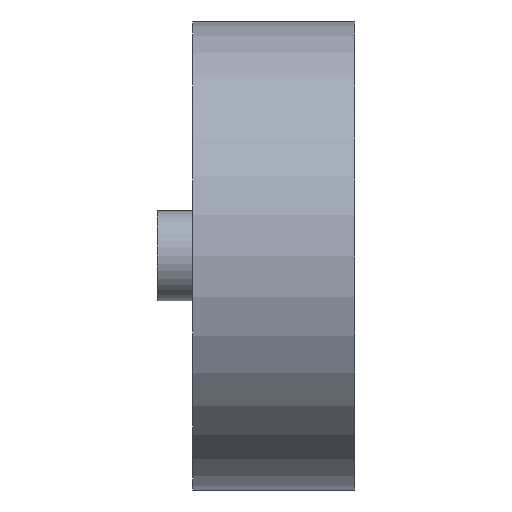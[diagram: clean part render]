
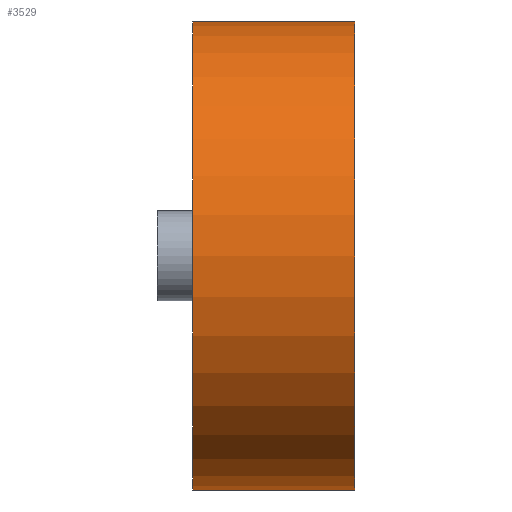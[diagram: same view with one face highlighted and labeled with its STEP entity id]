
A CAD part, left-side view. The second image highlights one B-rep face of the part: STEP entity #3529.
In plain terms, the highlighted cylindrical face has radius 26 mm (diameter 52 mm), a full revolution.
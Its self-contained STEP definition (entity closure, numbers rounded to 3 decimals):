
#273=B_SPLINE_CURVE_WITH_KNOTS('',3,(#9118,#9119,#9120,#9121,#9122,#9123,
#9124,#9125,#9126,#9127,#9128,#9129,#9130,#9131,#9132,#9133,#9134,#9135),
 .UNSPECIFIED.,.F.,.F.,(4,2,2,2,2,2,2,2,4),(1.252,1.566,
1.879,2.192,2.505,2.818,3.131,
3.444,3.757),.UNSPECIFIED.);
#274=B_SPLINE_CURVE_WITH_KNOTS('',3,(#9137,#9138,#9139,#9140,#9141,#9142,
#9143,#9144,#9145,#9146),.UNSPECIFIED.,.F.,.F.,(4,2,2,2,4),(5.01,
5.323,5.636,5.949,6.262),
 .UNSPECIFIED.);
#275=B_SPLINE_CURVE_WITH_KNOTS('',3,(#9150,#9151,#9152,#9153,#9154,#9155,
#9156,#9157,#9158,#9159),.UNSPECIFIED.,.F.,.F.,(4,2,2,2,4),(3.757,
4.07,4.384,4.697,5.01),
 .UNSPECIFIED.);
#318=FACE_BOUND('',#781,.T.);
#561=FACE_OUTER_BOUND('',#780,.T.);
#780=EDGE_LOOP('',(#3120,#3121,#3122,#3123));
#781=EDGE_LOOP('',(#3124,#3125,#3126));
#993=LINE('',#14016,#1198);
#1198=VECTOR('',#4498,26.);
#1242=CIRCLE('',#3793,26.);
#1243=CIRCLE('',#3794,26.);
#1554=VERTEX_POINT('',#9116);
#1555=VERTEX_POINT('',#9117);
#1556=VERTEX_POINT('',#9136);
#1570=VERTEX_POINT('',#14013);
#1571=VERTEX_POINT('',#14015);
#2044=EDGE_CURVE('',#1554,#1555,#273,.T.);
#2045=EDGE_CURVE('',#1556,#1554,#274,.T.);
#2048=EDGE_CURVE('',#1555,#1556,#275,.T.);
#2094=EDGE_CURVE('',#1570,#1570,#1242,.T.);
#2095=EDGE_CURVE('',#1570,#1571,#993,.T.);
#2096=EDGE_CURVE('',#1571,#1571,#1243,.T.);
#3120=ORIENTED_EDGE('',*,*,#2094,.F.);
#3121=ORIENTED_EDGE('',*,*,#2095,.T.);
#3122=ORIENTED_EDGE('',*,*,#2096,.T.);
#3123=ORIENTED_EDGE('',*,*,#2095,.F.);
#3124=ORIENTED_EDGE('',*,*,#2044,.T.);
#3125=ORIENTED_EDGE('',*,*,#2048,.T.);
#3126=ORIENTED_EDGE('',*,*,#2045,.T.);
#3318=CYLINDRICAL_SURFACE('',#3792,26.);
#3529=ADVANCED_FACE('',(#561,#318),#3318,.T.);
#3792=AXIS2_PLACEMENT_3D('',#14012,#4494,#4495);
#3793=AXIS2_PLACEMENT_3D('',#14014,#4496,#4497);
#3794=AXIS2_PLACEMENT_3D('',#14017,#4499,#4500);
#4494=DIRECTION('center_axis',(0.,1.,0.));
#4495=DIRECTION('ref_axis',(1.,0.,0.));
#4496=DIRECTION('center_axis',(0.,1.,0.));
#4497=DIRECTION('ref_axis',(1.,0.,0.));
#4498=DIRECTION('',(0.,-1.,0.));
#4499=DIRECTION('center_axis',(0.,1.,0.));
#4500=DIRECTION('ref_axis',(1.,0.,0.));
#9116=CARTESIAN_POINT('',(26.,17.25,0.));
#9117=CARTESIAN_POINT('',(26.,0.75,0.));
#9118=CARTESIAN_POINT('Ctrl Pts',(26.,17.25,0.));
#9119=CARTESIAN_POINT('Ctrl Pts',(26.,17.25,-1.044));
#9120=CARTESIAN_POINT('Ctrl Pts',(25.931,17.04,-2.152));
#9121=CARTESIAN_POINT('Ctrl Pts',(25.682,16.196,-4.182));
#9122=CARTESIAN_POINT('Ctrl Pts',(25.505,15.562,-5.105));
#9123=CARTESIAN_POINT('Ctrl Pts',(25.169,14.105,-6.562));
#9124=CARTESIAN_POINT('Ctrl Pts',(24.988,13.182,-7.196));
#9125=CARTESIAN_POINT('Ctrl Pts',(24.73,11.152,-8.04));
#9126=CARTESIAN_POINT('Ctrl Pts',(24.656,10.044,-8.25));
#9127=CARTESIAN_POINT('Ctrl Pts',(24.656,7.956,-8.25));
#9128=CARTESIAN_POINT('Ctrl Pts',(24.73,6.848,-8.04));
#9129=CARTESIAN_POINT('Ctrl Pts',(24.988,4.818,-7.196));
#9130=CARTESIAN_POINT('Ctrl Pts',(25.169,3.895,-6.562));
#9131=CARTESIAN_POINT('Ctrl Pts',(25.505,2.438,-5.105));
#9132=CARTESIAN_POINT('Ctrl Pts',(25.682,1.804,-4.182));
#9133=CARTESIAN_POINT('Ctrl Pts',(25.931,0.96,-2.152));
#9134=CARTESIAN_POINT('Ctrl Pts',(26.,0.75,-1.044));
#9135=CARTESIAN_POINT('Ctrl Pts',(26.,0.75,0.));
#9136=CARTESIAN_POINT('',(24.656,9.,8.25));
#9137=CARTESIAN_POINT('Ctrl Pts',(24.656,9.,8.25));
#9138=CARTESIAN_POINT('Ctrl Pts',(24.656,10.044,8.25));
#9139=CARTESIAN_POINT('Ctrl Pts',(24.73,11.152,8.04));
#9140=CARTESIAN_POINT('Ctrl Pts',(24.988,13.182,7.196));
#9141=CARTESIAN_POINT('Ctrl Pts',(25.169,14.105,6.562));
#9142=CARTESIAN_POINT('Ctrl Pts',(25.505,15.562,5.105));
#9143=CARTESIAN_POINT('Ctrl Pts',(25.682,16.196,4.182));
#9144=CARTESIAN_POINT('Ctrl Pts',(25.931,17.04,2.152));
#9145=CARTESIAN_POINT('Ctrl Pts',(26.,17.25,1.044));
#9146=CARTESIAN_POINT('Ctrl Pts',(26.,17.25,0.));
#9150=CARTESIAN_POINT('Ctrl Pts',(26.,0.75,0.));
#9151=CARTESIAN_POINT('Ctrl Pts',(26.,0.75,1.044));
#9152=CARTESIAN_POINT('Ctrl Pts',(25.931,0.96,2.152));
#9153=CARTESIAN_POINT('Ctrl Pts',(25.682,1.804,4.182));
#9154=CARTESIAN_POINT('Ctrl Pts',(25.505,2.438,5.105));
#9155=CARTESIAN_POINT('Ctrl Pts',(25.169,3.895,6.562));
#9156=CARTESIAN_POINT('Ctrl Pts',(24.988,4.818,7.196));
#9157=CARTESIAN_POINT('Ctrl Pts',(24.73,6.848,8.04));
#9158=CARTESIAN_POINT('Ctrl Pts',(24.656,7.956,8.25));
#9159=CARTESIAN_POINT('Ctrl Pts',(24.656,9.,8.25));
#14012=CARTESIAN_POINT('Origin',(0.,0.,0.));
#14013=CARTESIAN_POINT('',(-26.,18.,0.));
#14014=CARTESIAN_POINT('Origin',(0.,18.,0.));
#14015=CARTESIAN_POINT('',(-26.,0.,0.));
#14016=CARTESIAN_POINT('',(-26.,0.,0.));
#14017=CARTESIAN_POINT('Origin',(0.,0.,0.));
